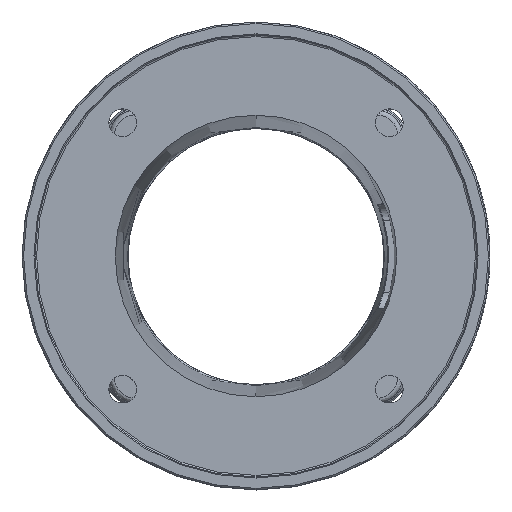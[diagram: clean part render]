
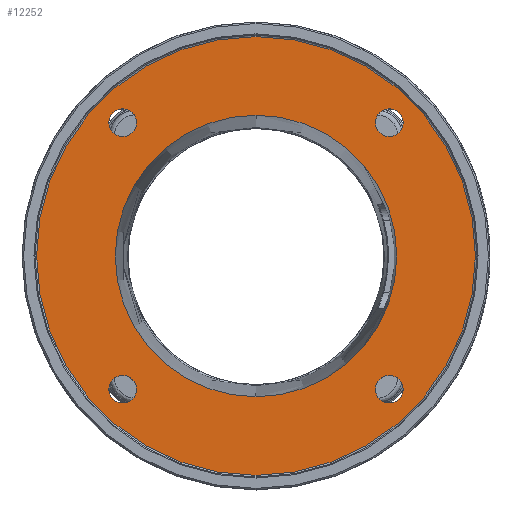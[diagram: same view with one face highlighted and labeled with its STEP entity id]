
A CAD part, top view. The second image highlights one B-rep face of the part: STEP entity #12252.
In plain terms, the highlighted planar face has unit normal (0, 0, 1).
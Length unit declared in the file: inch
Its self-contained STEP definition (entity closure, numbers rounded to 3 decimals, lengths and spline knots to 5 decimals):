
#535=CARTESIAN_POINT('',(0.,0.,-0.2075));
#536=DIRECTION('',(0.,0.,1.));
#537=DIRECTION('',(0.,1.,0.));
#538=AXIS2_PLACEMENT_3D('',#535,#536,#537);
#685=CARTESIAN_POINT('',(0.,0.,-0.2075));
#686=DIRECTION('',(0.,0.,-1.));
#687=DIRECTION('',(0.,1.,0.));
#688=AXIS2_PLACEMENT_3D('',#685,#686,#687);
#690=CARTESIAN_POINT('',(0.,0.,-0.2075));
#691=DIRECTION('',(0.,0.,1.));
#692=DIRECTION('',(0.,1.,0.));
#693=AXIS2_PLACEMENT_3D('',#690,#691,#692);
#830=CARTESIAN_POINT('',(0.,0.,-0.2075));
#831=DIRECTION('',(0.,0.,1.));
#832=DIRECTION('',(0.,-1.,0.));
#833=AXIS2_PLACEMENT_3D('',#830,#831,#832);
#4318=CARTESIAN_POINT('',(-2.56326,2.56326,-0.2075));
#4319=DIRECTION('',(0.,0.,-1.));
#4320=DIRECTION('',(-0.707,0.707,0.));
#4321=AXIS2_PLACEMENT_3D('',#4318,#4319,#4320);
#4328=CARTESIAN_POINT('',(-2.56326,2.56326,-0.2075));
#4329=DIRECTION('',(0.,0.,-1.));
#4330=DIRECTION('',(0.707,-0.707,0.));
#4331=AXIS2_PLACEMENT_3D('',#4328,#4329,#4330);
#4354=CARTESIAN_POINT('',(-2.56326,-2.56326,-0.2075));
#4355=DIRECTION('',(0.,0.,-1.));
#4356=DIRECTION('',(-0.707,-0.707,0.));
#4357=AXIS2_PLACEMENT_3D('',#4354,#4355,#4356);
#4364=CARTESIAN_POINT('',(-2.56326,-2.56326,-0.2075));
#4365=DIRECTION('',(0.,0.,-1.));
#4366=DIRECTION('',(0.707,0.707,0.));
#4367=AXIS2_PLACEMENT_3D('',#4364,#4365,#4366);
#4390=CARTESIAN_POINT('',(2.56326,-2.56326,-0.2075));
#4391=DIRECTION('',(0.,0.,-1.));
#4392=DIRECTION('',(0.707,-0.707,0.));
#4393=AXIS2_PLACEMENT_3D('',#4390,#4391,#4392);
#4400=CARTESIAN_POINT('',(2.56326,-2.56326,-0.2075));
#4401=DIRECTION('',(0.,0.,-1.));
#4402=DIRECTION('',(-0.707,0.707,0.));
#4403=AXIS2_PLACEMENT_3D('',#4400,#4401,#4402);
#4426=CARTESIAN_POINT('',(2.56326,2.56326,-0.2075));
#4427=DIRECTION('',(0.,0.,-1.));
#4428=DIRECTION('',(0.707,0.707,0.));
#4429=AXIS2_PLACEMENT_3D('',#4426,#4427,#4428);
#4436=CARTESIAN_POINT('',(2.56326,2.56326,-0.2075));
#4437=DIRECTION('',(0.,0.,-1.));
#4438=DIRECTION('',(-0.707,-0.707,0.));
#4439=AXIS2_PLACEMENT_3D('',#4436,#4437,#4438);
#11035=CARTESIAN_POINT('',(0.,4.22,-0.2075));
#11037=VERTEX_POINT('',#11035);
#11041=CARTESIAN_POINT('',(0.,-4.22,-0.2075));
#11043=VERTEX_POINT('',#11041);
#11047=CARTESIAN_POINT('',(0.,2.70736,-0.2075));
#11048=CARTESIAN_POINT('',(0.,-2.70736,-0.2075));
#11049=VERTEX_POINT('',#11047);
#11050=VERTEX_POINT('',#11048);
#11055=CARTESIAN_POINT('',(-2.75065,2.75065,-0.2075));
#11056=CARTESIAN_POINT('',(-2.37588,2.37588,-0.2075));
#11057=VERTEX_POINT('',#11055);
#11058=VERTEX_POINT('',#11056);
#11059=CARTESIAN_POINT('',(-2.75065,-2.75065,-0.2075));
#11060=CARTESIAN_POINT('',(-2.37588,-2.37588,-0.2075));
#11061=VERTEX_POINT('',#11059);
#11062=VERTEX_POINT('',#11060);
#11063=CARTESIAN_POINT('',(2.75065,-2.75065,-0.2075));
#11064=CARTESIAN_POINT('',(2.37588,-2.37588,-0.2075));
#11065=VERTEX_POINT('',#11063);
#11066=VERTEX_POINT('',#11064);
#11067=CARTESIAN_POINT('',(2.75065,2.75065,-0.2075));
#11068=CARTESIAN_POINT('',(2.37588,2.37588,-0.2075));
#11069=VERTEX_POINT('',#11067);
#11070=VERTEX_POINT('',#11068);
#12212=CARTESIAN_POINT('',(0.,0.,-0.2075));
#12213=DIRECTION('',(0.,0.,1.));
#12214=DIRECTION('',(0.,1.,0.));
#12215=AXIS2_PLACEMENT_3D('',#12212,#12213,#12214);
#12216=PLANE('',#12215);
#12218=ORIENTED_EDGE('',*,*,#12217,.T.);
#12220=ORIENTED_EDGE('',*,*,#12219,.F.);
#12221=EDGE_LOOP('',(#12218,#12220));
#12222=FACE_OUTER_BOUND('',#12221,.F.);
#12223=ORIENTED_EDGE('',*,*,#11956,.T.);
#12225=ORIENTED_EDGE('',*,*,#12224,.T.);
#12226=EDGE_LOOP('',(#12223,#12225));
#12227=FACE_BOUND('',#12226,.F.);
#12229=ORIENTED_EDGE('',*,*,#12228,.F.);
#12231=ORIENTED_EDGE('',*,*,#12230,.F.);
#12232=EDGE_LOOP('',(#12229,#12231));
#12233=FACE_BOUND('',#12232,.F.);
#12235=ORIENTED_EDGE('',*,*,#12234,.F.);
#12237=ORIENTED_EDGE('',*,*,#12236,.F.);
#12238=EDGE_LOOP('',(#12235,#12237));
#12239=FACE_BOUND('',#12238,.F.);
#12241=ORIENTED_EDGE('',*,*,#12240,.F.);
#12243=ORIENTED_EDGE('',*,*,#12242,.F.);
#12244=EDGE_LOOP('',(#12241,#12243));
#12245=FACE_BOUND('',#12244,.F.);
#12247=ORIENTED_EDGE('',*,*,#12246,.F.);
#12249=ORIENTED_EDGE('',*,*,#12248,.F.);
#12250=EDGE_LOOP('',(#12247,#12249));
#12251=FACE_BOUND('',#12250,.F.);
#12252=ADVANCED_FACE('',(#12222,#12227,#12233,#12239,#12245,#12251),#12216,.T.);
#539=CIRCLE('',#538,2.70736);
#689=CIRCLE('',#688,4.22);
#694=CIRCLE('',#693,4.22);
#834=CIRCLE('',#833,2.70736);
#4322=CIRCLE('',#4321,0.265);
#4332=CIRCLE('',#4331,0.265);
#4358=CIRCLE('',#4357,0.265);
#4368=CIRCLE('',#4367,0.265);
#4394=CIRCLE('',#4393,0.265);
#4404=CIRCLE('',#4403,0.265);
#4430=CIRCLE('',#4429,0.265);
#4440=CIRCLE('',#4439,0.265);
#11956=EDGE_CURVE('',#11049,#11050,#539,.T.);
#12217=EDGE_CURVE('',#11037,#11043,#689,.T.);
#12219=EDGE_CURVE('',#11037,#11043,#694,.T.);
#12224=EDGE_CURVE('',#11050,#11049,#834,.T.);
#12228=EDGE_CURVE('',#11057,#11058,#4322,.T.);
#12230=EDGE_CURVE('',#11058,#11057,#4332,.T.);
#12234=EDGE_CURVE('',#11061,#11062,#4358,.T.);
#12236=EDGE_CURVE('',#11062,#11061,#4368,.T.);
#12240=EDGE_CURVE('',#11065,#11066,#4394,.T.);
#12242=EDGE_CURVE('',#11066,#11065,#4404,.T.);
#12246=EDGE_CURVE('',#11069,#11070,#4430,.T.);
#12248=EDGE_CURVE('',#11070,#11069,#4440,.T.);
